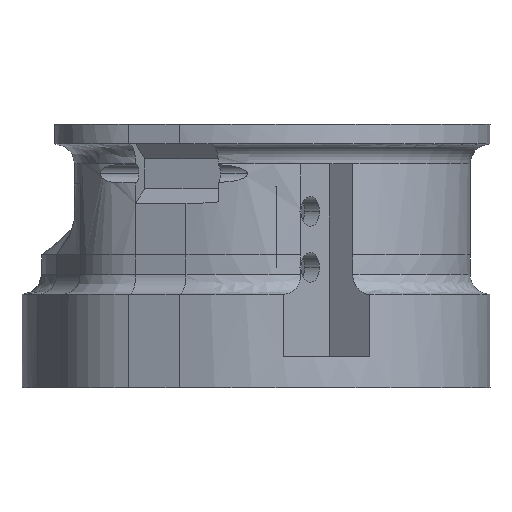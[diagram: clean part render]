
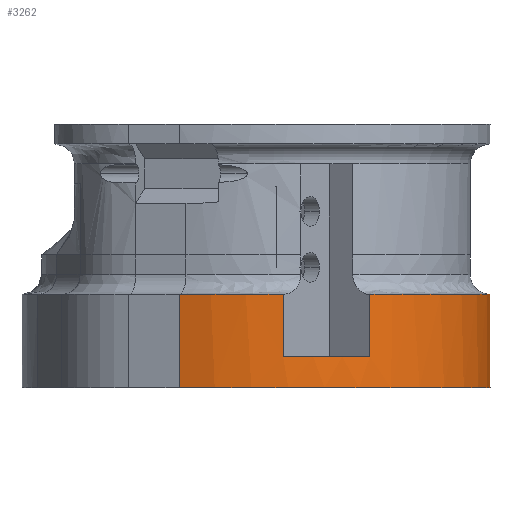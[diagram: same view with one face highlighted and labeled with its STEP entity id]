
A CAD part, front view. The second image highlights one B-rep face of the part: STEP entity #3262.
In plain terms, the highlighted cylindrical face has radius 18.516 mm (diameter 37.032 mm), a partial arc.
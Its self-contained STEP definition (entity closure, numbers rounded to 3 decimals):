
#65 = EDGE_CURVE ( 'NONE', #1258, #5207, #2747, .T. ) ;
#147 = ORIENTED_EDGE ( 'NONE', *, *, #1019, .F. ) ;
#288 = VECTOR ( 'NONE', #4270, 1000. ) ;
#344 = CARTESIAN_POINT ( 'NONE',  ( 20.937, -3.04, -8.906 ) ) ;
#351 = CARTESIAN_POINT ( 'NONE',  ( 1.393, -21.76, -8.906 ) ) ;
#449 = EDGE_CURVE ( 'NONE', #4408, #3731, #2438, .T. ) ;
#476 = DIRECTION ( 'NONE',  ( 0., 0., 1. ) ) ;
#498 = AXIS2_PLACEMENT_3D ( 'NONE', #874, #476, #4304 ) ;
#541 = DIRECTION ( 'NONE',  ( 0., 0., 1. ) ) ;
#634 = ORIENTED_EDGE ( 'NONE', *, *, #5585, .T. ) ;
#737 = EDGE_CURVE ( 'NONE', #3977, #1672, #2483, .T. ) ;
#874 = CARTESIAN_POINT ( 'NONE',  ( 2.42, -3.04, -16.406 ) ) ;
#1019 = EDGE_CURVE ( 'NONE', #1258, #2009, #6039, .T. ) ;
#1041 = EDGE_CURVE ( 'NONE', #4893, #1672, #3181, .T. ) ;
#1258 = VERTEX_POINT ( 'NONE', #3788 ) ;
#1283 = DIRECTION ( 'NONE',  ( 0., 0., 1. ) ) ;
#1346 = CARTESIAN_POINT ( 'NONE',  ( 11.287, -19.295, -8.906 ) ) ;
#1364 = ORIENTED_EDGE ( 'NONE', *, *, #737, .F. ) ;
#1560 = VECTOR ( 'NONE', #5563, 1000. ) ;
#1621 = ORIENTED_EDGE ( 'NONE', *, *, #3342, .T. ) ;
#1672 = VERTEX_POINT ( 'NONE', #2367 ) ;
#1772 = ORIENTED_EDGE ( 'NONE', *, *, #65, .T. ) ;
#1778 = CARTESIAN_POINT ( 'NONE',  ( 17.652, -15.823, -8.906 ) ) ;
#1889 = EDGE_CURVE ( 'NONE', #4408, #3977, #3886, .T. ) ;
#1929 = DIRECTION ( 'NONE',  ( 0., 0., 1. ) ) ;
#2009 = VERTEX_POINT ( 'NONE', #5602 ) ;
#2059 = CARTESIAN_POINT ( 'NONE',  ( 4.319, -21.459, -13.906 ) ) ;
#2291 = DIRECTION ( 'NONE',  ( 0., 0., 1. ) ) ;
#2320 = CARTESIAN_POINT ( 'NONE',  ( 20.937, -3.04, -16.406 ) ) ;
#2367 = CARTESIAN_POINT ( 'NONE',  ( 11.287, -19.295, -8.906 ) ) ;
#2438 = LINE ( 'NONE', #4326, #3053 ) ;
#2483 = LINE ( 'NONE', #4398, #4870 ) ;
#2747 = CIRCLE ( 'NONE', #5870, 18.516 ) ;
#3053 = VECTOR ( 'NONE', #1929, 1000. ) ;
#3128 = CARTESIAN_POINT ( 'NONE',  ( 2.42, -3.04, -16.406 ) ) ;
#3181 =( BOUNDED_CURVE ( )  B_SPLINE_CURVE ( 3, ( #4234, #5656, #1778, #1346 ),
 .UNSPECIFIED., .F., .T. ) 
 B_SPLINE_CURVE_WITH_KNOTS ( ( 4, 4 ),
 ( 0., 0.02 ),
 .UNSPECIFIED. ) 
 CURVE ( )  GEOMETRIC_REPRESENTATION_ITEM ( )  RATIONAL_B_SPLINE_CURVE ( ( 1., 0.842, 0.771, 0.788 ) ) 
 REPRESENTATION_ITEM ( '' )  );
#3206 = CARTESIAN_POINT ( 'NONE',  ( 2.42, -3.04, -13.906 ) ) ;
#3235 = CARTESIAN_POINT ( 'NONE',  ( -4.036, -20.394, -8.906 ) ) ;
#3236 = DIRECTION ( 'NONE',  ( 0., 1., 0. ) ) ;
#3262 = ADVANCED_FACE ( 'NONE', ( #3384 ), #5180, .T. ) ;
#3342 = EDGE_CURVE ( 'NONE', #5207, #4893, #5753, .T. ) ;
#3343 = ORIENTED_EDGE ( 'NONE', *, *, #449, .T. ) ;
#3384 = FACE_OUTER_BOUND ( 'NONE', #5705, .T. ) ;
#3531 = CARTESIAN_POINT ( 'NONE',  ( 4.319, -21.459, -8.906 ) ) ;
#3685 = AXIS2_PLACEMENT_3D ( 'NONE', #3206, #2291, #3236 ) ;
#3731 = VERTEX_POINT ( 'NONE', #3531 ) ;
#3788 = CARTESIAN_POINT ( 'NONE',  ( -4.036, -20.394, -16.406 ) ) ;
#3886 = CIRCLE ( 'NONE', #3685, 18.516 ) ;
#3977 = VERTEX_POINT ( 'NONE', #4646 ) ;
#4105 = CARTESIAN_POINT ( 'NONE',  ( -4.036, -20.394, -16.406 ) ) ;
#4172 = CARTESIAN_POINT ( 'NONE',  ( 4.319, -21.459, -8.906 ) ) ;
#4234 = CARTESIAN_POINT ( 'NONE',  ( 20.937, -3.04, -8.906 ) ) ;
#4270 = DIRECTION ( 'NONE',  ( 0., 0., 1. ) ) ;
#4304 = DIRECTION ( 'NONE',  ( 1., 0., 0. ) ) ;
#4326 = CARTESIAN_POINT ( 'NONE',  ( 4.319, -21.459, -16.406 ) ) ;
#4398 = CARTESIAN_POINT ( 'NONE',  ( 11.287, -19.295, -16.406 ) ) ;
#4408 = VERTEX_POINT ( 'NONE', #2059 ) ;
#4532 = ORIENTED_EDGE ( 'NONE', *, *, #1041, .T. ) ;
#4537 = CARTESIAN_POINT ( 'NONE',  ( 20.937, -3.04, -16.406 ) ) ;
#4548 =( BOUNDED_CURVE ( )  B_SPLINE_CURVE ( 3, ( #4172, #351, #5219, #3235 ),
 .UNSPECIFIED., .F., .T. ) 
 B_SPLINE_CURVE_WITH_KNOTS ( ( 4, 4 ),
 ( 0.027, 0.036 ),
 .UNSPECIFIED. ) 
 CURVE ( )  GEOMETRIC_REPRESENTATION_ITEM ( )  RATIONAL_B_SPLINE_CURVE ( ( 0.838, 0.873, 0.927, 1. ) ) 
 REPRESENTATION_ITEM ( '' )  );
#4646 = CARTESIAN_POINT ( 'NONE',  ( 11.287, -19.295, -13.906 ) ) ;
#4870 = VECTOR ( 'NONE', #541, 1000. ) ;
#4893 = VERTEX_POINT ( 'NONE', #344 ) ;
#4982 = ORIENTED_EDGE ( 'NONE', *, *, #1889, .F. ) ;
#5088 = DIRECTION ( 'NONE',  ( -1., 0., 0. ) ) ;
#5180 = CYLINDRICAL_SURFACE ( 'NONE', #498, 18.516 ) ;
#5207 = VERTEX_POINT ( 'NONE', #4537 ) ;
#5219 = CARTESIAN_POINT ( 'NONE',  ( -1.44, -21.36, -8.906 ) ) ;
#5563 = DIRECTION ( 'NONE',  ( 0., 0., 1. ) ) ;
#5585 = EDGE_CURVE ( 'NONE', #3731, #2009, #4548, .T. ) ;
#5602 = CARTESIAN_POINT ( 'NONE',  ( -4.036, -20.394, -8.906 ) ) ;
#5656 = CARTESIAN_POINT ( 'NONE',  ( 20.937, -9.681, -8.906 ) ) ;
#5705 = EDGE_LOOP ( 'NONE', ( #1364, #4982, #3343, #634, #147, #1772, #1621, #4532 ) ) ;
#5753 = LINE ( 'NONE', #2320, #288 ) ;
#5870 = AXIS2_PLACEMENT_3D ( 'NONE', #3128, #1283, #5088 ) ;
#6039 = LINE ( 'NONE', #4105, #1560 ) ;
